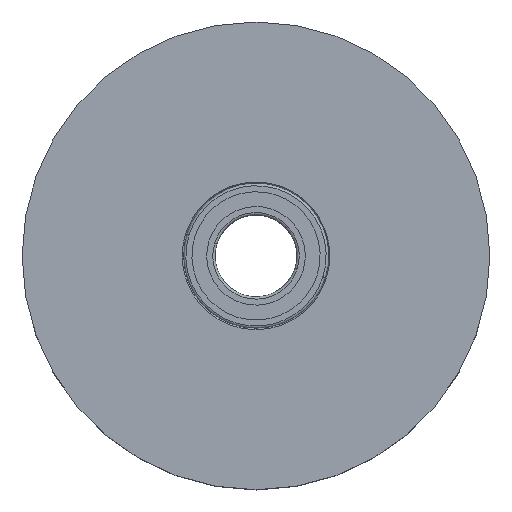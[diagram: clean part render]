
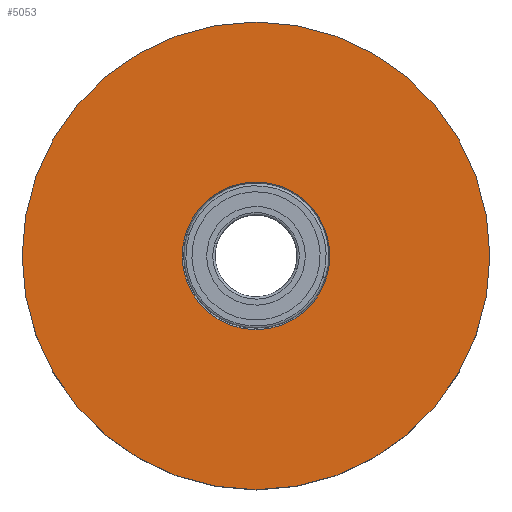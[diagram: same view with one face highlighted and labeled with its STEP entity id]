
A CAD part, top view. The second image highlights one B-rep face of the part: STEP entity #5053.
In plain terms, the highlighted planar face has unit normal (0, 0, 1).
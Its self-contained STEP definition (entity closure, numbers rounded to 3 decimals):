
#364 = CARTESIAN_POINT ( 'NONE',  ( 0., 0., 30. ) ) ;
#380 = EDGE_CURVE ( 'NONE', #3539, #2488, #1579, .T. ) ;
#455 = DIRECTION ( 'NONE',  ( -1., 0., 0. ) ) ;
#650 = EDGE_CURVE ( 'NONE', #1848, #3508, #3783, .T. ) ;
#926 = CIRCLE ( 'NONE', #2580, 31.577 ) ;
#962 = CARTESIAN_POINT ( 'NONE',  ( 0., 0., 30. ) ) ;
#1085 = ORIENTED_EDGE ( 'NONE', *, *, #3352, .T. ) ;
#1378 = ORIENTED_EDGE ( 'NONE', *, *, #650, .T. ) ;
#1419 = DIRECTION ( 'NONE',  ( 0., 0., -1. ) ) ;
#1579 = CIRCLE ( 'NONE', #2683, 100. ) ;
#1783 = ORIENTED_EDGE ( 'NONE', *, *, #380, .F. ) ;
#1848 = VERTEX_POINT ( 'NONE', #3441 ) ;
#1982 = AXIS2_PLACEMENT_3D ( 'NONE', #4723, #5895, #2036 ) ;
#2036 = DIRECTION ( 'NONE',  ( -1., 0., 0. ) ) ;
#2136 = EDGE_CURVE ( 'NONE', #2488, #3539, #2245, .T. ) ;
#2245 = CIRCLE ( 'NONE', #3112, 100. ) ;
#2344 = CARTESIAN_POINT ( 'NONE',  ( 0., 0., 30. ) ) ;
#2488 = VERTEX_POINT ( 'NONE', #5560 ) ;
#2513 = CARTESIAN_POINT ( 'NONE',  ( 100., 0., 30. ) ) ;
#2580 = AXIS2_PLACEMENT_3D ( 'NONE', #2344, #4311, #4807 ) ;
#2683 = AXIS2_PLACEMENT_3D ( 'NONE', #4780, #1419, #455 ) ;
#3112 = AXIS2_PLACEMENT_3D ( 'NONE', #364, #3292, #3762 ) ;
#3292 = DIRECTION ( 'NONE',  ( 0., 0., -1. ) ) ;
#3295 = PLANE ( 'NONE',  #1982 ) ;
#3352 = EDGE_CURVE ( 'NONE', #3508, #1848, #926, .T. ) ;
#3441 = CARTESIAN_POINT ( 'NONE',  ( 31.577, 0., 30. ) ) ;
#3508 = VERTEX_POINT ( 'NONE', #4354 ) ;
#3539 = VERTEX_POINT ( 'NONE', #2513 ) ;
#3700 = EDGE_LOOP ( 'NONE', ( #1378, #1085 ) ) ;
#3762 = DIRECTION ( 'NONE',  ( -1., 0., 0. ) ) ;
#3781 = ORIENTED_EDGE ( 'NONE', *, *, #2136, .F. ) ;
#3783 = CIRCLE ( 'NONE', #4882, 31.577 ) ;
#3827 = FACE_BOUND ( 'NONE', #3700, .T. ) ;
#4311 = DIRECTION ( 'NONE',  ( 0., 0., -1. ) ) ;
#4354 = CARTESIAN_POINT ( 'NONE',  ( -31.577, 0., 30. ) ) ;
#4723 = CARTESIAN_POINT ( 'NONE',  ( 0., 100., 30. ) ) ;
#4780 = CARTESIAN_POINT ( 'NONE',  ( 0., 0., 30. ) ) ;
#4807 = DIRECTION ( 'NONE',  ( -1., 0., 0. ) ) ;
#4843 = DIRECTION ( 'NONE',  ( -1., 0., 0. ) ) ;
#4882 = AXIS2_PLACEMENT_3D ( 'NONE', #962, #5836, #4843 ) ;
#5018 = EDGE_LOOP ( 'NONE', ( #3781, #1783 ) ) ;
#5053 = ADVANCED_FACE ( 'NONE', ( #3827, #5345 ), #3295, .F. ) ;
#5345 = FACE_OUTER_BOUND ( 'NONE', #5018, .T. ) ;
#5560 = CARTESIAN_POINT ( 'NONE',  ( -100., 0., 30. ) ) ;
#5836 = DIRECTION ( 'NONE',  ( 0., 0., -1. ) ) ;
#5895 = DIRECTION ( 'NONE',  ( 0., 0., -1. ) ) ;
